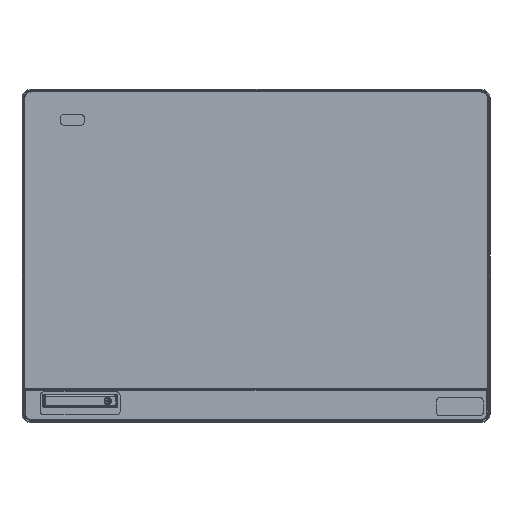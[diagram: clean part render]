
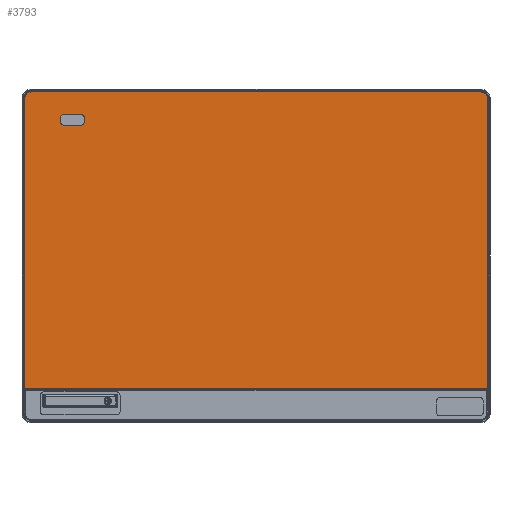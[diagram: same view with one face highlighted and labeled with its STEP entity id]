
A CAD part, top view. The second image highlights one B-rep face of the part: STEP entity #3793.
In plain terms, the highlighted planar face has unit normal (0, 0, 1).
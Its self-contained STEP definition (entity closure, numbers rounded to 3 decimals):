
#3793=ADVANCED_FACE('',(#15013,#15014),#15015,.T.);
#15013=FACE_OUTER_BOUND('',#41910,.T.);
#15014=FACE_BOUND('',#41911,.T.);
#15015=PLANE('',#41912);
#41910=EDGE_LOOP('',(#100492,#100493,#100494,#100495,#100496,#100497,#100498,#100499,#100500));
#41911=EDGE_LOOP('',(#100501,#100502,#100503,#100504,#100505,#100506,#100507,#100508));
#41912=AXIS2_PLACEMENT_3D('',#100509,#100510,#100511);
#100492=ORIENTED_EDGE('',*,*,#138963,.T.);
#100493=ORIENTED_EDGE('',*,*,#138962,.F.);
#100494=ORIENTED_EDGE('',*,*,#138964,.T.);
#100495=ORIENTED_EDGE('',*,*,#138965,.T.);
#100496=ORIENTED_EDGE('',*,*,#138966,.T.);
#100497=ORIENTED_EDGE('',*,*,#138967,.T.);
#100498=ORIENTED_EDGE('',*,*,#129120,.T.);
#100499=ORIENTED_EDGE('',*,*,#138968,.T.);
#100500=ORIENTED_EDGE('',*,*,#138969,.T.);
#100501=ORIENTED_EDGE('',*,*,#138970,.T.);
#100502=ORIENTED_EDGE('',*,*,#138971,.T.);
#100503=ORIENTED_EDGE('',*,*,#138972,.T.);
#100504=ORIENTED_EDGE('',*,*,#138973,.T.);
#100505=ORIENTED_EDGE('',*,*,#138974,.T.);
#100506=ORIENTED_EDGE('',*,*,#138975,.T.);
#100507=ORIENTED_EDGE('',*,*,#138976,.T.);
#100508=ORIENTED_EDGE('',*,*,#138977,.T.);
#100509=CARTESIAN_POINT('',(0.0,14.0,8.74));
#100510=DIRECTION('',(0.0,0.0,1.0));
#100511=DIRECTION('',(1.0,-0.0,0.0));
#129120=EDGE_CURVE('',#151027,#151024,#151028,.T.);
#138962=EDGE_CURVE('',#167285,#167283,#167287,.T.);
#138963=EDGE_CURVE('',#167288,#167283,#167289,.T.);
#138964=EDGE_CURVE('',#167285,#167290,#167291,.T.);
#138965=EDGE_CURVE('',#167290,#167292,#167293,.T.);
#138966=EDGE_CURVE('',#167292,#167294,#167295,.T.);
#138967=EDGE_CURVE('',#167294,#151027,#167296,.T.);
#138968=EDGE_CURVE('',#151024,#167297,#167298,.T.);
#138969=EDGE_CURVE('',#167297,#167288,#167299,.T.);
#138970=EDGE_CURVE('',#167300,#167301,#167302,.T.);
#138971=EDGE_CURVE('',#167301,#167303,#167304,.T.);
#138972=EDGE_CURVE('',#167303,#167305,#167306,.T.);
#138973=EDGE_CURVE('',#167305,#167307,#167308,.T.);
#138974=EDGE_CURVE('',#167307,#167309,#167310,.T.);
#138975=EDGE_CURVE('',#167309,#167311,#167312,.T.);
#138976=EDGE_CURVE('',#167311,#167313,#167314,.T.);
#138977=EDGE_CURVE('',#167313,#167300,#167315,.T.);
#151024=VERTEX_POINT('',#184304);
#151027=VERTEX_POINT('',#184308);
#151028=CIRCLE('',#184309,5.7);
#167283=VERTEX_POINT('',#215865);
#167285=VERTEX_POINT('',#215868);
#167287=LINE('',#215871,#215872);
#167288=VERTEX_POINT('',#215873);
#167289=CIRCLE('',#215874,5.7);
#167290=VERTEX_POINT('',#215875);
#167291=CIRCLE('',#215876,0.7);
#167292=VERTEX_POINT('',#215877);
#167293=LINE('',#215878,#215879);
#167294=VERTEX_POINT('',#215880);
#167295=CIRCLE('',#215881,0.7);
#167296=LINE('',#215882,#215883);
#167297=VERTEX_POINT('',#215884);
#167298=CIRCLE('',#215885,5.7);
#167299=LINE('',#215886,#215887);
#167300=VERTEX_POINT('',#215888);
#167301=VERTEX_POINT('',#215889);
#167302=LINE('',#215890,#215891);
#167303=VERTEX_POINT('',#215892);
#167304=CIRCLE('',#215893,3.0);
#167305=VERTEX_POINT('',#215894);
#167306=LINE('',#215895,#215896);
#167307=VERTEX_POINT('',#215897);
#167308=CIRCLE('',#215898,3.0);
#167309=VERTEX_POINT('',#215899);
#167310=LINE('',#215900,#215901);
#167311=VERTEX_POINT('',#215902);
#167312=CIRCLE('',#215903,3.0);
#167313=VERTEX_POINT('',#215904);
#167314=LINE('',#215905,#215906);
#167315=CIRCLE('',#215907,3.0);
#184304=CARTESIAN_POINT('',(202.931,143.431,8.74));
#184308=CARTESIAN_POINT('',(204.6,139.4,8.74));
#184309=AXIS2_PLACEMENT_3D('',#241959,#241960,#241961);
#215865=CARTESIAN_POINT('',(-204.6,139.4,8.74));
#215868=CARTESIAN_POINT('',(-204.6,-116.4,8.74));
#215871=CARTESIAN_POINT('',(-204.6,-116.4,8.74));
#215872=VECTOR('',#253440,255.8);
#215873=CARTESIAN_POINT('',(-198.9,145.1,8.74));
#215874=AXIS2_PLACEMENT_3D('',#253441,#253442,#253443);
#215875=CARTESIAN_POINT('',(-203.9,-117.1,8.74));
#215876=AXIS2_PLACEMENT_3D('',#253444,#253445,#253446);
#215877=CARTESIAN_POINT('',(203.9,-117.1,8.74));
#215878=CARTESIAN_POINT('',(-203.9,-117.1,8.74));
#215879=VECTOR('',#253447,407.8);
#215880=CARTESIAN_POINT('',(204.6,-116.4,8.74));
#215881=AXIS2_PLACEMENT_3D('',#253448,#253449,#253450);
#215882=CARTESIAN_POINT('',(204.6,-116.4,8.74));
#215883=VECTOR('',#253451,255.8);
#215884=CARTESIAN_POINT('',(198.9,145.1,8.74));
#215885=AXIS2_PLACEMENT_3D('',#253452,#253453,#253454);
#215886=CARTESIAN_POINT('',(198.9,145.1,8.74));
#215887=VECTOR('',#253455,397.8);
#215888=CARTESIAN_POINT('',(-170.1,125.0,8.74));
#215889=CARTESIAN_POINT('',(-154.8,125.0,8.74));
#215890=CARTESIAN_POINT('',(-170.1,125.0,8.74));
#215891=VECTOR('',#253456,15.3);
#215892=CARTESIAN_POINT('',(-151.8,122.0,8.74));
#215893=AXIS2_PLACEMENT_3D('',#253457,#253458,#253459);
#215894=CARTESIAN_POINT('',(-151.8,118.8,8.74));
#215895=CARTESIAN_POINT('',(-151.8,122.0,8.74));
#215896=VECTOR('',#253460,3.2);
#215897=CARTESIAN_POINT('',(-154.8,115.8,8.74));
#215898=AXIS2_PLACEMENT_3D('',#253461,#253462,#253463);
#215899=CARTESIAN_POINT('',(-170.1,115.8,8.74));
#215900=CARTESIAN_POINT('',(-154.8,115.8,8.74));
#215901=VECTOR('',#253464,15.3);
#215902=CARTESIAN_POINT('',(-173.1,118.8,8.74));
#215903=AXIS2_PLACEMENT_3D('',#253465,#253466,#253467);
#215904=CARTESIAN_POINT('',(-173.1,122.0,8.74));
#215905=CARTESIAN_POINT('',(-173.1,118.8,8.74));
#215906=VECTOR('',#253468,3.2);
#215907=AXIS2_PLACEMENT_3D('',#253469,#253470,#253471);
#241959=CARTESIAN_POINT('',(198.9,139.4,8.74));
#241960=DIRECTION('',(0.0,-0.0,1.0));
#241961=DIRECTION('',(1.0,0.,0.0));
#253440=DIRECTION('',(0.0,1.0,0.0));
#253441=CARTESIAN_POINT('',(-198.9,139.4,8.74));
#253442=DIRECTION('',(0.0,0.0,1.0));
#253443=DIRECTION('',(0.,1.0,0.0));
#253444=CARTESIAN_POINT('',(-203.9,-116.4,8.74));
#253445=DIRECTION('',(0.0,0.0,1.0));
#253446=DIRECTION('',(-1.0,0.,0.0));
#253447=DIRECTION('',(1.0,0.0,0.0));
#253448=CARTESIAN_POINT('',(203.9,-116.4,8.74));
#253449=DIRECTION('',(0.0,0.0,1.0));
#253450=DIRECTION('',(0.,-1.0,0.0));
#253451=DIRECTION('',(0.0,1.0,0.0));
#253452=CARTESIAN_POINT('',(198.9,139.4,8.74));
#253453=DIRECTION('',(0.0,-0.0,1.0));
#253454=DIRECTION('',(1.0,0.,0.0));
#253455=DIRECTION('',(-1.0,0.0,0.0));
#253456=DIRECTION('',(1.0,0.0,0.0));
#253457=CARTESIAN_POINT('',(-154.8,122.0,8.74));
#253458=DIRECTION('',(0.0,0.0,-1.0));
#253459=DIRECTION('',(0.0,1.0,0.0));
#253460=DIRECTION('',(0.0,-1.0,0.0));
#253461=CARTESIAN_POINT('',(-154.8,118.8,8.74));
#253462=DIRECTION('',(0.0,0.0,-1.0));
#253463=DIRECTION('',(1.0,0.0,0.0));
#253464=DIRECTION('',(-1.0,0.0,0.0));
#253465=CARTESIAN_POINT('',(-170.1,118.8,8.74));
#253466=DIRECTION('',(0.0,0.0,-1.0));
#253467=DIRECTION('',(0.0,-1.0,0.0));
#253468=DIRECTION('',(0.0,1.0,0.0));
#253469=CARTESIAN_POINT('',(-170.1,122.0,8.74));
#253470=DIRECTION('',(0.0,0.0,-1.0));
#253471=DIRECTION('',(-1.0,0.0,0.0));
